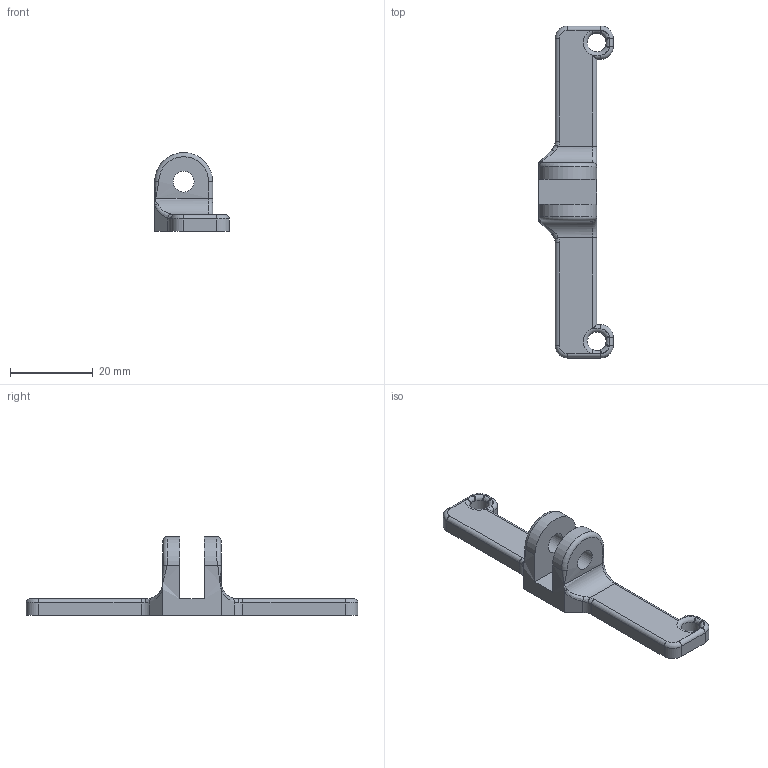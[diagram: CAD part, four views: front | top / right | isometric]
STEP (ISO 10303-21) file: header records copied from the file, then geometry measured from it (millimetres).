
FILE_DESCRIPTION(('STEP AP203'), '1');
FILE_NAME('êðåïëåíèå êóëåðà', '', ('UNSPECIFIED'), ('UNSPECIFIED'), 'C3D Converter', 'C3D Toolkit', '');
FILE_SCHEMA(('CONFIG_CONTROL_DESIGN'));
Length unit declared in the file: millimetre
Bounding box: 18 x 80 x 19 mm (x, y, z)
Surface area: 3519.8 mm2 (no closed solid volume)
Topology: 0 solids, 1 shells, 86 faces, 212 edges, 124 vertices
Faces by surface type: cylinder 30, plane 24, bspline 16, torus 16
Full cylindrical faces by diameter (mm): 4.5 x2, 5 x2
Entity records: 4478 total; most frequent: CARTESIAN_POINT 1786, ORIENTED_EDGE 412, DIRECTION 411, EDGE_CURVE 207, AXIS2_PLACEMENT_3D 166, VERTEX_POINT 125, EDGE_LOOP 96, CIRCLE 95
